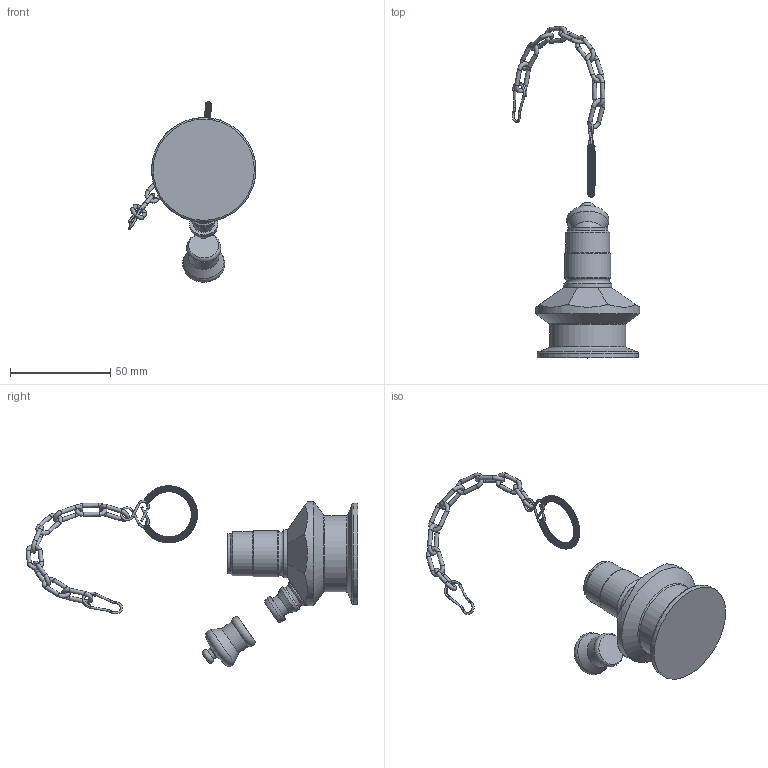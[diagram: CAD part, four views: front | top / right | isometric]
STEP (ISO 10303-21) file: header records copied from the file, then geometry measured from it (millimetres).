
FILE_DESCRIPTION(/* description */ (''),/* implementation_level */ '2;1');
FILE_NAME(/* name */ '850021-1.stp',/* time_stamp */ '2024-09-17T12:01:46+02:00',/* author */ ('mbs'),/* organization */ (''),/* preprocessor_version */ 'ST-DEVELOPER v20',/* originating_system */ 'Autodesk Inventor 2024',/* authorisation */ '');
FILE_SCHEMA (('AUTOMOTIVE_DESIGN { 1 0 10303 214 3 1 1 }'));
Length unit declared in the file: millimetre
Products named in the file (1): 850021-1
Bounding box: 63.7 x 165.39 x 89.89 mm (x, y, z)
Volume: 69682.9 mm3; surface area: 17192.2 mm2
Topology: 6 solids, 6 shells, 423 faces, 1560 edges, 1138 vertices
Faces by surface type: torus 336, cylinder 32, plane 27, bspline 19, cone 9
Full cylindrical faces by diameter (mm): 2 x18, 5.6 x1, 10.5 x1, 12.5 x1, 14 x3, 15 x1, 20 x1, 22 x1, 23 x1, 24 x1, 38 x1, 50.4 x1, 52 x1
Entity records: 31702 total; most frequent: CARTESIAN_POINT 19239, ORIENTED_EDGE 3120, DIRECTION 1887, EDGE_CURVE 1560, VERTEX_POINT 1135, B_SPLINE_CURVE_WITH_KNOTS 988, AXIS2_PLACEMENT_3D 910, CIRCLE 496
